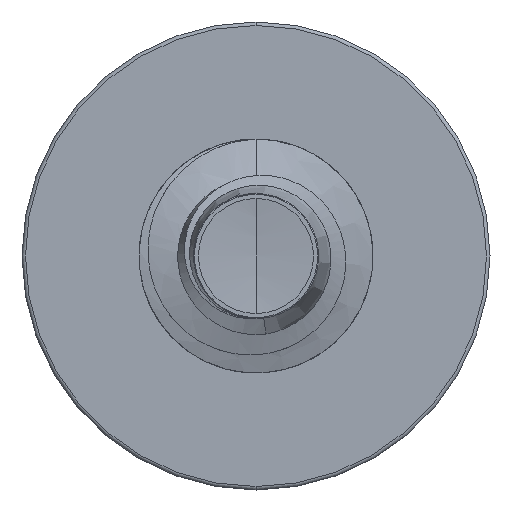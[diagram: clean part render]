
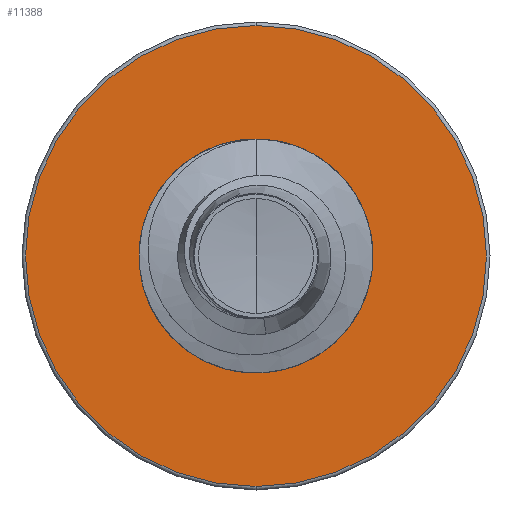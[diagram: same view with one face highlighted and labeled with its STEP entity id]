
A CAD part, front view. The second image highlights one B-rep face of the part: STEP entity #11388.
In plain terms, the highlighted planar face has unit normal (0, -1, 0).
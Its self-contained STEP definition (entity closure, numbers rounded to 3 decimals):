
#445 = CARTESIAN_POINT ( 'NONE',  ( 0., 15., -2.842 ) ) ;
#539 = DIRECTION ( 'NONE',  ( 0., 0., 1. ) ) ;
#605 = PLANE ( 'NONE',  #5979 ) ;
#874 = CARTESIAN_POINT ( 'NONE',  ( 0., 15., -2.842 ) ) ;
#1091 = DIRECTION ( 'NONE',  ( 0., 1., 0. ) ) ;
#1911 = EDGE_CURVE ( 'NONE', #17417, #2390, #18126, .T. ) ;
#2390 = VERTEX_POINT ( 'NONE', #3831 ) ;
#3831 = CARTESIAN_POINT ( 'NONE',  ( 0., 15., 2.842 ) ) ;
#4006 = DIRECTION ( 'NONE',  ( 0., 1., 0. ) ) ;
#5221 = VERTEX_POINT ( 'NONE', #16742 ) ;
#5375 = DIRECTION ( 'NONE',  ( 0., 0., 1. ) ) ;
#5979 = AXIS2_PLACEMENT_3D ( 'NONE', #874, #1091, #539 ) ;
#6209 = DIRECTION ( 'NONE',  ( 0., 1., 0. ) ) ;
#6260 = CARTESIAN_POINT ( 'NONE',  ( 0., 15., 0. ) ) ;
#6476 = CARTESIAN_POINT ( 'NONE',  ( 0., 15., 5.91 ) ) ;
#6528 = AXIS2_PLACEMENT_3D ( 'NONE', #6260, #6209, #5375 ) ;
#7273 = DIRECTION ( 'NONE',  ( 0., 1., 0. ) ) ;
#7275 = VERTEX_POINT ( 'NONE', #6476 ) ;
#7302 = EDGE_LOOP ( 'NONE', ( #15276, #7634 ) ) ;
#7634 = ORIENTED_EDGE ( 'NONE', *, *, #16523, .F. ) ;
#7969 = CARTESIAN_POINT ( 'NONE',  ( 0., 15., 0. ) ) ;
#8985 = CIRCLE ( 'NONE', #12245, 2.842 ) ;
#9286 = FACE_BOUND ( 'NONE', #16553, .T. ) ;
#9700 = DIRECTION ( 'NONE',  ( 0., 0., 1. ) ) ;
#11388 = ADVANCED_FACE ( 'NONE', ( #15881, #9286 ), #605, .F. ) ;
#11605 = AXIS2_PLACEMENT_3D ( 'NONE', #15731, #7273, #16889 ) ;
#11837 = CIRCLE ( 'NONE', #11605, 5.91 ) ;
#12245 = AXIS2_PLACEMENT_3D ( 'NONE', #13852, #4006, #14989 ) ;
#12338 = ORIENTED_EDGE ( 'NONE', *, *, #1911, .T. ) ;
#13117 = AXIS2_PLACEMENT_3D ( 'NONE', #7969, #17336, #9700 ) ;
#13329 = ORIENTED_EDGE ( 'NONE', *, *, #16499, .T. ) ;
#13852 = CARTESIAN_POINT ( 'NONE',  ( 0., 15., 0. ) ) ;
#14989 = DIRECTION ( 'NONE',  ( 0., 0., 1. ) ) ;
#15276 = ORIENTED_EDGE ( 'NONE', *, *, #16066, .F. ) ;
#15731 = CARTESIAN_POINT ( 'NONE',  ( 0., 15., 0. ) ) ;
#15881 = FACE_OUTER_BOUND ( 'NONE', #7302, .T. ) ;
#16066 = EDGE_CURVE ( 'NONE', #7275, #5221, #11837, .T. ) ;
#16499 = EDGE_CURVE ( 'NONE', #2390, #17417, #8985, .T. ) ;
#16523 = EDGE_CURVE ( 'NONE', #5221, #7275, #19081, .T. ) ;
#16553 = EDGE_LOOP ( 'NONE', ( #13329, #12338 ) ) ;
#16742 = CARTESIAN_POINT ( 'NONE',  ( 0., 15., -5.91 ) ) ;
#16889 = DIRECTION ( 'NONE',  ( 0., 0., 1. ) ) ;
#17336 = DIRECTION ( 'NONE',  ( 0., 1., 0. ) ) ;
#17417 = VERTEX_POINT ( 'NONE', #445 ) ;
#18126 = CIRCLE ( 'NONE', #6528, 2.842 ) ;
#19081 = CIRCLE ( 'NONE', #13117, 5.91 ) ;
